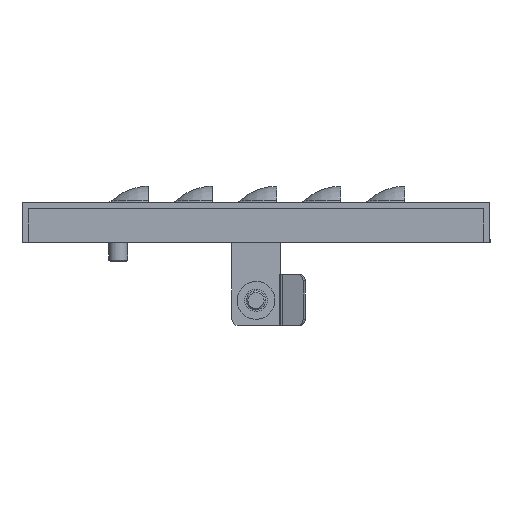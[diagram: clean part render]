
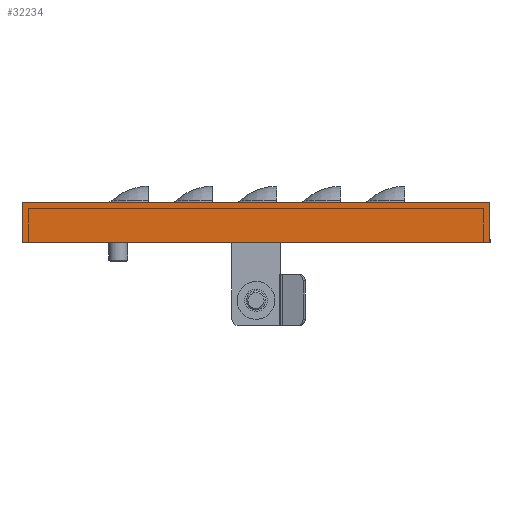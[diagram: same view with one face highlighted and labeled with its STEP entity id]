
A CAD part, left-side view. The second image highlights one B-rep face of the part: STEP entity #32234.
In plain terms, the highlighted planar face has unit normal (-1, 0, 0).
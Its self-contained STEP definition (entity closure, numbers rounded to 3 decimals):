
#1694 = VERTEX_POINT ( 'NONE', #8054 ) ;
#2666 = CARTESIAN_POINT ( 'NONE',  ( -995., 0., 0. ) ) ;
#4270 = EDGE_CURVE ( 'NONE', #12181, #1694, #22364, .T. ) ;
#4333 = VECTOR ( 'NONE', #20466, 1000. ) ;
#6167 = DIRECTION ( 'NONE',  ( 1., 0., 0. ) ) ;
#6335 = DIRECTION ( 'NONE',  ( 0., 0., 1. ) ) ;
#6893 = EDGE_CURVE ( 'NONE', #20111, #12181, #16689, .T. ) ;
#8054 = CARTESIAN_POINT ( 'NONE',  ( -995., -146., -12.5 ) ) ;
#8218 = VECTOR ( 'NONE', #24790, 1000. ) ;
#10438 = VECTOR ( 'NONE', #32158, 1000. ) ;
#10776 = CARTESIAN_POINT ( 'NONE',  ( -995., -146., 0. ) ) ;
#11533 = CARTESIAN_POINT ( 'NONE',  ( -995., -146., 2.928 ) ) ;
#12181 = VERTEX_POINT ( 'NONE', #13293 ) ;
#13293 = CARTESIAN_POINT ( 'NONE',  ( -995., 0., -12.5 ) ) ;
#13796 = CARTESIAN_POINT ( 'NONE',  ( -995., 0., 2.928 ) ) ;
#15132 = CARTESIAN_POINT ( 'NONE',  ( -995., -73., 0. ) ) ;
#16689 = LINE ( 'NONE', #13796, #28687 ) ;
#16970 = CARTESIAN_POINT ( 'NONE',  ( -995., -73., -2. ) ) ;
#20111 = VERTEX_POINT ( 'NONE', #2666 ) ;
#20466 = DIRECTION ( 'NONE',  ( 0., 1., 0. ) ) ;
#20533 = ORIENTED_EDGE ( 'NONE', *, *, #4270, .T. ) ;
#21720 = EDGE_CURVE ( 'NONE', #22183, #20111, #30958, .T. ) ;
#22183 = VERTEX_POINT ( 'NONE', #10776 ) ;
#22364 = LINE ( 'NONE', #27875, #8218 ) ;
#24576 = AXIS2_PLACEMENT_3D ( 'NONE', #16970, #6167, #6335 ) ;
#24607 = LINE ( 'NONE', #11533, #10438 ) ;
#24790 = DIRECTION ( 'NONE',  ( 0., -1., 0. ) ) ;
#26363 = ORIENTED_EDGE ( 'NONE', *, *, #6893, .T. ) ;
#27875 = CARTESIAN_POINT ( 'NONE',  ( -995., -73., -12.5 ) ) ;
#28687 = VECTOR ( 'NONE', #29939, 1000. ) ;
#29302 = ORIENTED_EDGE ( 'NONE', *, *, #21720, .T. ) ;
#29446 = ORIENTED_EDGE ( 'NONE', *, *, #33982, .F. ) ;
#29707 = PLANE ( 'NONE',  #24576 ) ;
#29939 = DIRECTION ( 'NONE',  ( 0., 0., -1. ) ) ;
#30958 = LINE ( 'NONE', #15132, #4333 ) ;
#31078 = EDGE_LOOP ( 'NONE', ( #29302, #26363, #20533, #29446 ) ) ;
#31944 = FACE_OUTER_BOUND ( 'NONE', #31078, .T. ) ;
#32158 = DIRECTION ( 'NONE',  ( 0., 0., -1. ) ) ;
#32234 = ADVANCED_FACE ( 'NONE', ( #31944 ), #29707, .F. ) ;
#33982 = EDGE_CURVE ( 'NONE', #22183, #1694, #24607, .T. ) ;
